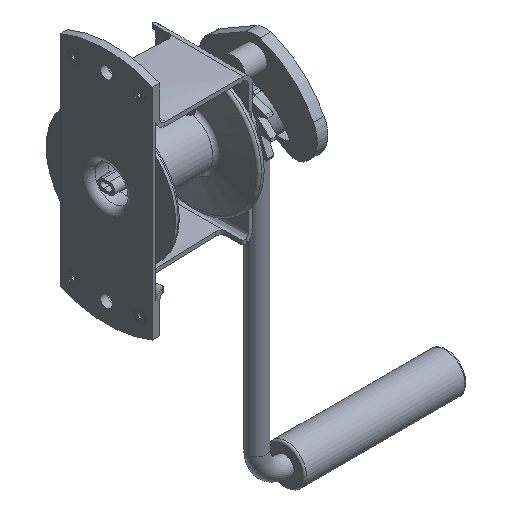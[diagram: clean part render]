
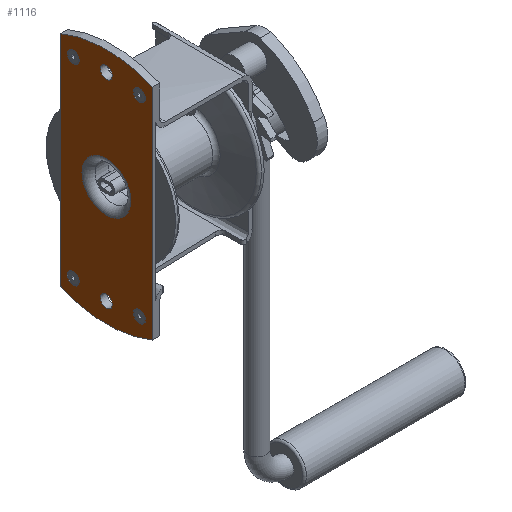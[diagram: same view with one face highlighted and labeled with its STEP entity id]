
A CAD part, isometric view. The second image highlights one B-rep face of the part: STEP entity #1116.
In plain terms, the highlighted planar face has unit normal (-1, 0, 0).
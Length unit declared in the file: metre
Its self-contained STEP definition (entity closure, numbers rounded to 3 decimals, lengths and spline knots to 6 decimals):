
#1116=ADVANCED_FACE('',(#2364,#2365,#2366,#2367,#2368,#2369,#2370,#2371),#2372,.T.);
#2364=FACE_OUTER_BOUND('',#5465,.T.);
#2365=FACE_BOUND('',#5466,.T.);
#2366=FACE_BOUND('',#5467,.T.);
#2367=FACE_BOUND('',#5468,.T.);
#2368=FACE_BOUND('',#5469,.T.);
#2369=FACE_BOUND('',#5470,.T.);
#2370=FACE_BOUND('',#5471,.T.);
#2371=FACE_BOUND('',#5472,.T.);
#2372=PLANE('',#5473);
#5465=EDGE_LOOP('',(#9023,#9024,#9025,#9026));
#5466=EDGE_LOOP('',(#9027));
#5467=EDGE_LOOP('',(#9028));
#5468=EDGE_LOOP('',(#9029));
#5469=EDGE_LOOP('',(#9030));
#5470=EDGE_LOOP('',(#9031));
#5471=EDGE_LOOP('',(#9032));
#5472=EDGE_LOOP('',(#9033));
#5473=AXIS2_PLACEMENT_3D('',#9034,#9035,#9036);
#9023=ORIENTED_EDGE('',*,*,#9733,.T.);
#9024=ORIENTED_EDGE('',*,*,#10213,.T.);
#9025=ORIENTED_EDGE('',*,*,#10343,.F.);
#9026=ORIENTED_EDGE('',*,*,#10748,.T.);
#9027=ORIENTED_EDGE('',*,*,#10360,.F.);
#9028=ORIENTED_EDGE('',*,*,#10134,.F.);
#9029=ORIENTED_EDGE('',*,*,#10727,.F.);
#9030=ORIENTED_EDGE('',*,*,#10586,.F.);
#9031=ORIENTED_EDGE('',*,*,#10131,.F.);
#9032=ORIENTED_EDGE('',*,*,#10197,.F.);
#9033=ORIENTED_EDGE('',*,*,#10365,.T.);
#9034=CARTESIAN_POINT('',(0.,0.006933,-0.02189));
#9035=DIRECTION('',(-1.,0.,0.));
#9036=DIRECTION('',(0.,0.,1.));
#9733=EDGE_CURVE('',#11089,#11090,#11091,.T.);
#10131=EDGE_CURVE('',#11753,#11753,#11754,.T.);
#10134=EDGE_CURVE('',#11758,#11758,#11759,.T.);
#10197=EDGE_CURVE('',#11852,#11852,#11853,.T.);
#10213=EDGE_CURVE('',#11090,#11873,#11875,.T.);
#10343=EDGE_CURVE('',#12050,#11873,#12052,.T.);
#10360=EDGE_CURVE('',#12075,#12075,#12076,.T.);
#10365=EDGE_CURVE('',#12082,#12082,#12083,.T.);
#10586=EDGE_CURVE('',#12387,#12387,#12388,.T.);
#10727=EDGE_CURVE('',#12565,#12565,#12566,.T.);
#10748=EDGE_CURVE('',#12050,#11089,#12591,.T.);
#11089=VERTEX_POINT('',#13772);
#11090=VERTEX_POINT('',#13773);
#11091=LINE('',#13774,#13775);
#11753=VERTEX_POINT('',#19458);
#11754=CIRCLE('',#19459,0.0045);
#11758=VERTEX_POINT('',#19463);
#11759=CIRCLE('',#19464,0.0045);
#11852=VERTEX_POINT('',#20196);
#11853=CIRCLE('',#20197,0.0045);
#11873=VERTEX_POINT('',#20390);
#11875=CIRCLE('',#20393,0.09);
#12050=VERTEX_POINT('',#22095);
#12052=LINE('',#22098,#22099);
#12075=VERTEX_POINT('',#22482);
#12076=CIRCLE('',#22483,0.0045);
#12082=VERTEX_POINT('',#22513);
#12083=CIRCLE('',#22514,0.0185);
#12387=VERTEX_POINT('',#24651);
#12388=CIRCLE('',#24652,0.0045);
#12565=VERTEX_POINT('',#25132);
#12566=CIRCLE('',#25133,0.0045);
#12591=CIRCLE('',#25200,0.09);
#13772=CARTESIAN_POINT('',(0.,-0.035,-0.082916));
#13773=CARTESIAN_POINT('',(0.,-0.035,0.082916));
#13774=CARTESIAN_POINT('',(0.,-0.035,0.));
#13775=VECTOR('',#25643,1.);
#19458=CARTESIAN_POINT('',(0.,0.0295,-0.0725));
#19459=AXIS2_PLACEMENT_3D('',#26034,#26035,#26036);
#19463=CARTESIAN_POINT('',(0.,-0.0045,0.075));
#19464=AXIS2_PLACEMENT_3D('',#26040,#26041,#26042);
#20196=CARTESIAN_POINT('',(0.,-0.0205,-0.0725));
#20197=AXIS2_PLACEMENT_3D('',#26104,#26105,#26106);
#20390=CARTESIAN_POINT('',(0.,0.035,0.082916));
#20393=AXIS2_PLACEMENT_3D('',#26119,#26120,#26121);
#22095=CARTESIAN_POINT('',(0.,0.035,-0.082916));
#22098=CARTESIAN_POINT('',(0.,0.035,0.));
#22099=VECTOR('',#26251,1.);
#22482=CARTESIAN_POINT('',(0.,-0.0045,-0.075));
#22483=AXIS2_PLACEMENT_3D('',#26261,#26262,#26263);
#22513=CARTESIAN_POINT('',(0.,-0.0185,0.));
#22514=AXIS2_PLACEMENT_3D('',#26267,#26268,#26269);
#24651=CARTESIAN_POINT('',(0.,-0.0205,0.0725));
#24652=AXIS2_PLACEMENT_3D('',#26476,#26477,#26478);
#25132=CARTESIAN_POINT('',(0.,0.0295,0.0725));
#25133=AXIS2_PLACEMENT_3D('',#26608,#26609,#26610);
#25200=AXIS2_PLACEMENT_3D('',#26635,#26636,#26637);
#25643=DIRECTION('',(0.,0.,1.));
#26034=CARTESIAN_POINT('',(0.,0.025,-0.0725));
#26035=DIRECTION('',(-1.,0.,0.));
#26036=DIRECTION('',(0.,1.,0.));
#26040=CARTESIAN_POINT('',(0.,0.,0.075));
#26041=DIRECTION('',(-1.,0.,0.));
#26042=DIRECTION('',(0.,-1.,0.));
#26104=CARTESIAN_POINT('',(0.,-0.025,-0.0725));
#26105=DIRECTION('',(-1.,0.,0.));
#26106=DIRECTION('',(0.,1.,0.));
#26119=CARTESIAN_POINT('',(0.,0.,0.));
#26120=DIRECTION('',(-1.,0.,0.));
#26121=DIRECTION('',(0.,-1.,0.));
#26251=DIRECTION('',(0.,0.,1.));
#26261=CARTESIAN_POINT('',(0.,0.,-0.075));
#26262=DIRECTION('',(-1.,0.,0.));
#26263=DIRECTION('',(0.,-1.,0.));
#26267=CARTESIAN_POINT('',(0.,0.,0.));
#26268=DIRECTION('',(1.,0.,0.));
#26269=DIRECTION('',(0.,-1.,0.));
#26476=CARTESIAN_POINT('',(0.,-0.025,0.0725));
#26477=DIRECTION('',(-1.,0.,0.));
#26478=DIRECTION('',(0.,1.,0.));
#26608=CARTESIAN_POINT('',(0.,0.025,0.0725));
#26609=DIRECTION('',(-1.,0.,0.));
#26610=DIRECTION('',(0.,1.,0.));
#26635=CARTESIAN_POINT('',(0.,0.,0.));
#26636=DIRECTION('',(-1.,0.,0.));
#26637=DIRECTION('',(0.,-1.,0.));
